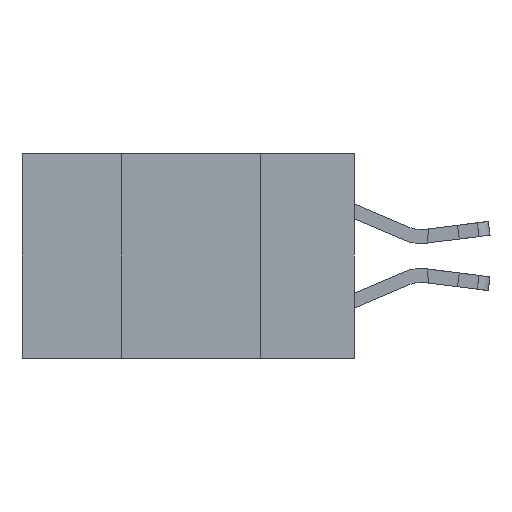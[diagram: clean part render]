
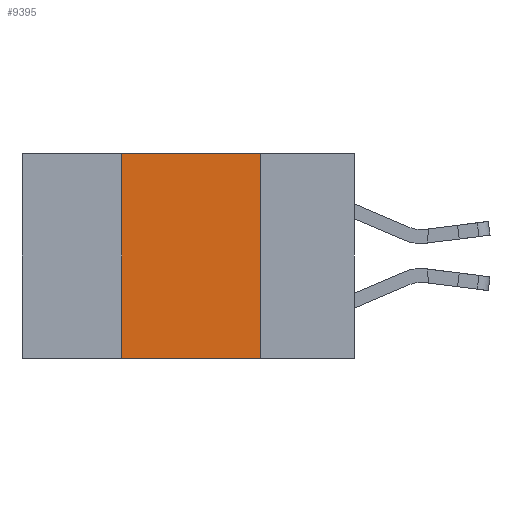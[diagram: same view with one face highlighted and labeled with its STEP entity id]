
A CAD part, left-side view. The second image highlights one B-rep face of the part: STEP entity #9395.
In plain terms, the highlighted planar face has unit normal (-1, 0, 0).
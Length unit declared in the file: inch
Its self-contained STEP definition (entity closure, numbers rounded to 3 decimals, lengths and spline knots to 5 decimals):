
#204 = EDGE_LOOP ( 'NONE', ( #17966, #19204, #8797, #19549 ) ) ;
#794 = VECTOR ( 'NONE', #8394, 39.37008 ) ;
#2021 = VERTEX_POINT ( 'NONE', #9168 ) ;
#2233 = LINE ( 'NONE', #17372, #6305 ) ;
#2332 = VERTEX_POINT ( 'NONE', #19377 ) ;
#5201 = LINE ( 'NONE', #13210, #794 ) ;
#5955 = LINE ( 'NONE', #11882, #19728 ) ;
#6268 = CARTESIAN_POINT ( 'NONE',  ( 0., 0.42, 0. ) ) ;
#6305 = VECTOR ( 'NONE', #9761, 39.37008 ) ;
#6760 = DIRECTION ( 'NONE',  ( 0., -1., 0. ) ) ;
#8394 = DIRECTION ( 'NONE',  ( 0., 0., 1. ) ) ;
#8797 = ORIENTED_EDGE ( 'NONE', *, *, #17913, .F. ) ;
#9168 = CARTESIAN_POINT ( 'NONE',  ( 0., 0.17, -0.37 ) ) ;
#9395 = ADVANCED_FACE ( 'NONE', ( #18907 ), #16199, .F. ) ;
#9761 = DIRECTION ( 'NONE',  ( 0., 0., -1. ) ) ;
#9946 = EDGE_CURVE ( 'NONE', #17416, #2021, #2233, .T. ) ;
#10165 = LINE ( 'NONE', #11680, #18440 ) ;
#10575 = DIRECTION ( 'NONE',  ( 0., -1., 0. ) ) ;
#10754 = AXIS2_PLACEMENT_3D ( 'NONE', #14391, #11589, #12882 ) ;
#11253 = CARTESIAN_POINT ( 'NONE',  ( 0., 0.17, 0. ) ) ;
#11589 = DIRECTION ( 'NONE',  ( 1., 0., 0. ) ) ;
#11680 = CARTESIAN_POINT ( 'NONE',  ( 0., 0.6, -0.37 ) ) ;
#11882 = CARTESIAN_POINT ( 'NONE',  ( 0., 0.6, 0. ) ) ;
#12882 = DIRECTION ( 'NONE',  ( 0., 0., -1. ) ) ;
#13210 = CARTESIAN_POINT ( 'NONE',  ( 0., 0.42, -0.37 ) ) ;
#14391 = CARTESIAN_POINT ( 'NONE',  ( 0., 0.6, 0. ) ) ;
#16199 = PLANE ( 'NONE',  #10754 ) ;
#17372 = CARTESIAN_POINT ( 'NONE',  ( 0., 0.17, -0.37 ) ) ;
#17416 = VERTEX_POINT ( 'NONE', #11253 ) ;
#17913 = EDGE_CURVE ( 'NONE', #2332, #18584, #5201, .T. ) ;
#17966 = ORIENTED_EDGE ( 'NONE', *, *, #9946, .F. ) ;
#18440 = VECTOR ( 'NONE', #6760, 39.37008 ) ;
#18584 = VERTEX_POINT ( 'NONE', #6268 ) ;
#18654 = EDGE_CURVE ( 'NONE', #2332, #2021, #10165, .T. ) ;
#18849 = EDGE_CURVE ( 'NONE', #18584, #17416, #5955, .T. ) ;
#18907 = FACE_OUTER_BOUND ( 'NONE', #204, .T. ) ;
#19204 = ORIENTED_EDGE ( 'NONE', *, *, #18849, .F. ) ;
#19377 = CARTESIAN_POINT ( 'NONE',  ( 0., 0.42, -0.37 ) ) ;
#19549 = ORIENTED_EDGE ( 'NONE', *, *, #18654, .T. ) ;
#19728 = VECTOR ( 'NONE', #10575, 39.37008 ) ;
